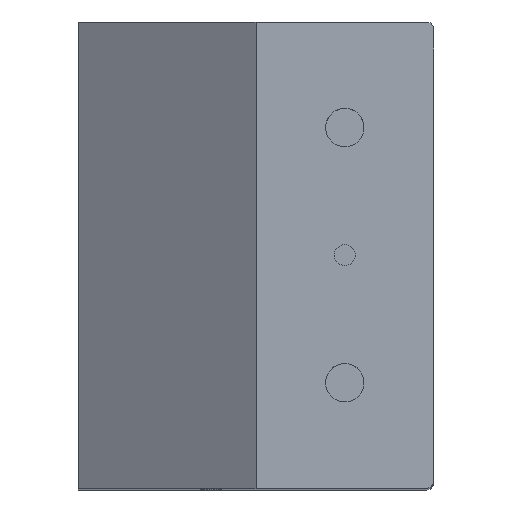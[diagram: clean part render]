
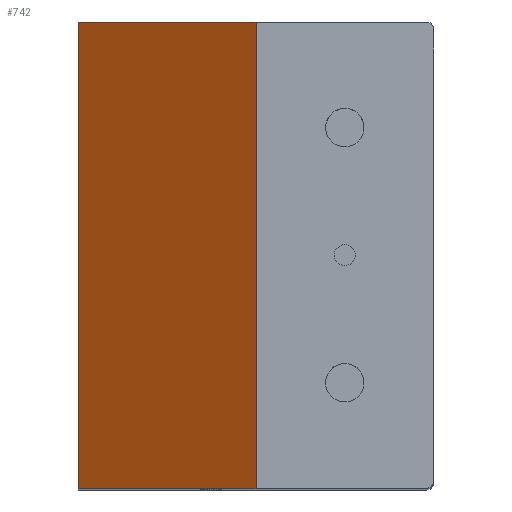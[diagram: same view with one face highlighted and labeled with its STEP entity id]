
A CAD part, top view. The second image highlights one B-rep face of the part: STEP entity #742.
In plain terms, the highlighted planar face has unit normal (-0.567, 0, 0.824).
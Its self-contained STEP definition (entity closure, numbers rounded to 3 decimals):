
#56=PLANE('',#833);
#96=FACE_OUTER_BOUND('',#153,.T.);
#153=EDGE_LOOP('',(#654,#655,#656,#657));
#180=LINE('',#1112,#242);
#220=LINE('',#1249,#282);
#221=LINE('',#1251,#283);
#222=LINE('',#1252,#284);
#242=VECTOR('',#886,10.);
#282=VECTOR('',#1040,10.);
#283=VECTOR('',#1041,10.);
#284=VECTOR('',#1042,10.);
#347=VERTEX_POINT('',#1109);
#348=VERTEX_POINT('',#1111);
#388=VERTEX_POINT('',#1248);
#389=VERTEX_POINT('',#1250);
#416=EDGE_CURVE('',#347,#348,#180,.T.);
#482=EDGE_CURVE('',#347,#388,#220,.T.);
#483=EDGE_CURVE('',#389,#388,#221,.T.);
#484=EDGE_CURVE('',#389,#348,#222,.T.);
#654=ORIENTED_EDGE('',*,*,#416,.F.);
#655=ORIENTED_EDGE('',*,*,#482,.T.);
#656=ORIENTED_EDGE('',*,*,#483,.F.);
#657=ORIENTED_EDGE('',*,*,#484,.T.);
#742=ADVANCED_FACE('',(#96),#56,.F.);
#833=AXIS2_PLACEMENT_3D('',#1247,#1038,#1039);
#886=DIRECTION('',(0.823,0.,0.567));
#1038=DIRECTION('center_axis',(0.567,0.,-0.823));
#1039=DIRECTION('ref_axis',(-0.823,0.,-0.567));
#1040=DIRECTION('',(0.,-1.,0.));
#1041=DIRECTION('',(-0.823,0.,-0.567));
#1042=DIRECTION('',(0.,1.,0.));
#1109=CARTESIAN_POINT('',(-172.924,317.5,168.3));
#1111=CARTESIAN_POINT('',(-147.524,317.5,185.8));
#1112=CARTESIAN_POINT('',(-163.767,317.5,174.609));
#1247=CARTESIAN_POINT('Origin',(-147.524,250.8,185.8));
#1248=CARTESIAN_POINT('',(-172.924,250.8,168.3));
#1249=CARTESIAN_POINT('',(-172.924,317.5,168.3));
#1250=CARTESIAN_POINT('',(-147.524,250.8,185.8));
#1251=CARTESIAN_POINT('',(-180.991,250.8,162.742));
#1252=CARTESIAN_POINT('',(-147.524,250.8,185.8));
